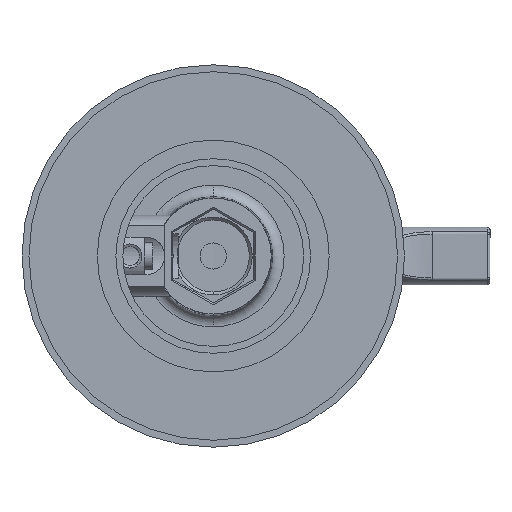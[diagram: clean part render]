
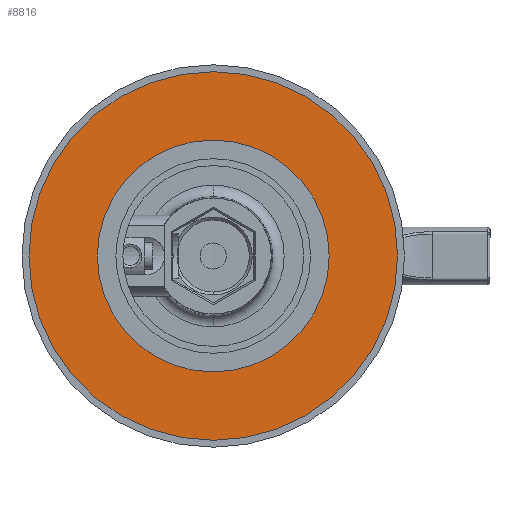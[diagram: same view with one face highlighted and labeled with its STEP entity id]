
A CAD part, front view. The second image highlights one B-rep face of the part: STEP entity #8816.
In plain terms, the highlighted planar face has unit normal (0, -1, 0).
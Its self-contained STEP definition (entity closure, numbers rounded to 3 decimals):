
#25 = CARTESIAN_POINT ( 'NONE',  ( 0., 1.7, 0. ) ) ;
#37 = CARTESIAN_POINT ( 'NONE',  ( 0., 1.7, 0. ) ) ;
#298 = CARTESIAN_POINT ( 'NONE',  ( -20., 1.7, 0. ) ) ;
#1212 = EDGE_CURVE ( 'NONE', #7355, #7355, #8558, .T. ) ;
#1583 = DIRECTION ( 'NONE',  ( 0., 1., 0. ) ) ;
#1668 = FACE_BOUND ( 'NONE', #3403, .T. ) ;
#1754 = PLANE ( 'NONE',  #3815 ) ;
#1922 = CARTESIAN_POINT ( 'NONE',  ( 0., 1.7, 20. ) ) ;
#2280 = CARTESIAN_POINT ( 'NONE',  ( 0., 1.7, 31.8 ) ) ;
#2874 = DIRECTION ( 'NONE',  ( 0., 0., 1. ) ) ;
#3059 = DIRECTION ( 'NONE',  ( 0., -1., 0. ) ) ;
#3403 = EDGE_LOOP ( 'NONE', ( #3593 ) ) ;
#3452 = DIRECTION ( 'NONE',  ( 0., 1., 0. ) ) ;
#3593 = ORIENTED_EDGE ( 'NONE', *, *, #1212, .T. ) ;
#3815 = AXIS2_PLACEMENT_3D ( 'NONE', #298, #3059, #6867 ) ;
#4591 = EDGE_LOOP ( 'NONE', ( #7235 ) ) ;
#5653 = DIRECTION ( 'NONE',  ( 0., 0., 1. ) ) ;
#6239 = AXIS2_PLACEMENT_3D ( 'NONE', #25, #3452, #2874 ) ;
#6447 = CIRCLE ( 'NONE', #8167, 31.8 ) ;
#6486 = EDGE_CURVE ( 'NONE', #8526, #8526, #6447, .T. ) ;
#6867 = DIRECTION ( 'NONE',  ( 0., 0., -1. ) ) ;
#7235 = ORIENTED_EDGE ( 'NONE', *, *, #6486, .F. ) ;
#7355 = VERTEX_POINT ( 'NONE', #1922 ) ;
#7905 = FACE_OUTER_BOUND ( 'NONE', #4591, .T. ) ;
#8167 = AXIS2_PLACEMENT_3D ( 'NONE', #37, #1583, #5653 ) ;
#8526 = VERTEX_POINT ( 'NONE', #2280 ) ;
#8558 = CIRCLE ( 'NONE', #6239, 20. ) ;
#8816 = ADVANCED_FACE ( 'NONE', ( #1668, #7905 ), #1754, .T. ) ;
